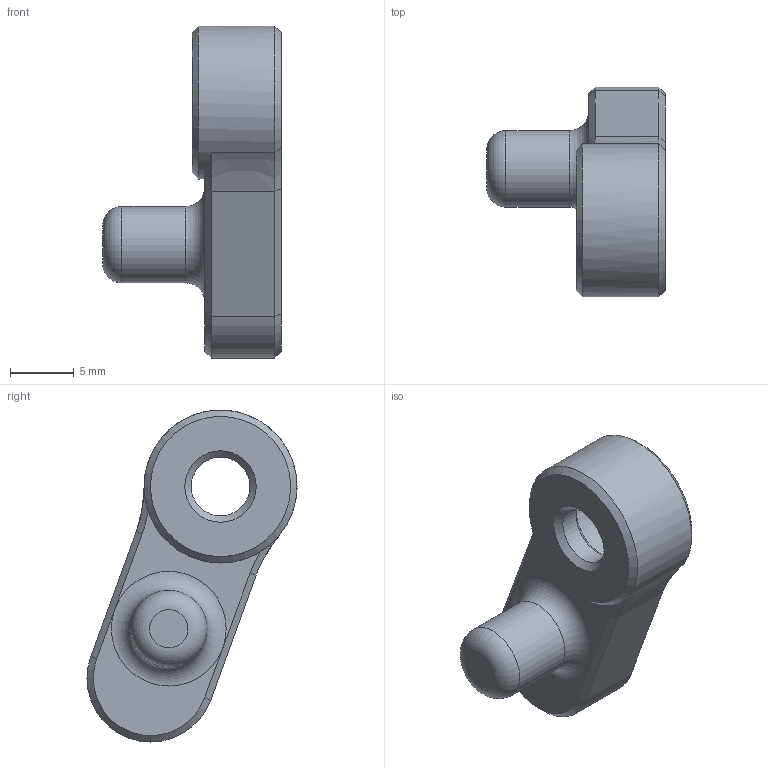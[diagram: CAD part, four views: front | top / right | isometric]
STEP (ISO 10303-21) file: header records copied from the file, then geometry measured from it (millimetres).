
FILE_DESCRIPTION(/* description */ ('STEP AP242','CAx-IF Rec.Pracs.---Representation and Presentation of Product Manufacturing Information (PMI)---4.0---2014-10-13','CAx-IF Rec.Pracs.---3D Tessellated Geometry---0.4---2014-09-14','2;1'),/* implementation_level */ '2;1');
FILE_NAME(/* name */ '659fa59eab4d6a061adafa6e',/* time_stamp */ '2024-01-11T08:23:58Z',/* author */ (''),/* organization */ (''),/* preprocessor_version */ 'ST-DEVELOPER v19.4',/* originating_system */ ' ',/* authorisation */ ' ');
FILE_SCHEMA (('AP242_MANAGED_MODEL_BASED_3D_ENGINEERING_MIM_LF { 1 0 10303 442 1 1 4 }'));
Length unit declared in the file: metre
Products named in the file (1): ErgoFoot
Bounding box: 14 x 16.47 x 26.04 mm (x, y, z)
Volume: 1616.9 mm3; surface area: 1136.8 mm2
Topology: 1 solids, 1 shells, 33 faces, 72 edges, 42 vertices
Faces by surface type: plane 12, cone 8, bspline 6, cylinder 5, torus 2
Full cylindrical faces by diameter (mm): 4.6 x1, 6 x1, 8 x1, 12 x1
Entity records: 932 total; most frequent: CARTESIAN_POINT 293, ORIENTED_EDGE 116, DIRECTION 116, EDGE_CURVE 58, AXIS2_PLACEMENT_3D 50, EDGE_LOOP 47, FACE_BOUND 47, VERTEX_POINT 39
